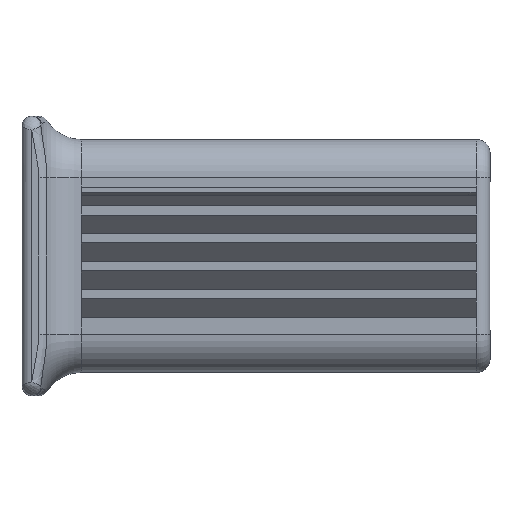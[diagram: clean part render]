
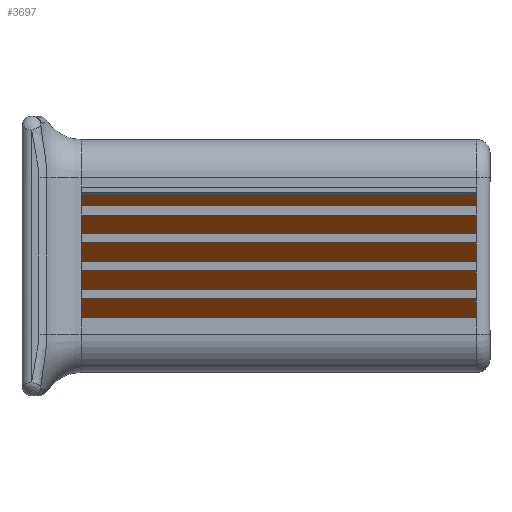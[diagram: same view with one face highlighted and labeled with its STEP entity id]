
A CAD part, left-side view. The second image highlights one B-rep face of the part: STEP entity #3697.
In plain terms, the highlighted planar face has unit normal (-0.707, 0, -0.707).
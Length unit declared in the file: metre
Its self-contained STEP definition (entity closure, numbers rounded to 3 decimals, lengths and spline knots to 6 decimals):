
#192=B_SPLINE_CURVE_WITH_KNOTS('',3,(#5465,#5466,#5467,#5468,#5469,#5470,
#5471,#5472,#5473,#5474,#5475,#5476,#5477,#5478),.UNSPECIFIED.,.F.,.F.,
(4,2,2,2,2,2,4),(0.,0.555669,0.564791,0.584004,
0.597004,0.792002,1.),.UNSPECIFIED.);
#243=B_SPLINE_CURVE_WITH_KNOTS('',3,(#7529,#7530,#7531,#7532,#7533,#7534,
#7535,#7536,#7537,#7538,#7539,#7540,#7541,#7542),.UNSPECIFIED.,.F.,.F.,
(4,2,2,2,2,2,4),(0.,0.207997,0.415994,0.425119,
0.435208,0.444333,1.),.UNSPECIFIED.);
#774=ORIENTED_EDGE('',*,*,#1813,.T.);
#775=ORIENTED_EDGE('',*,*,#1502,.T.);
#776=ORIENTED_EDGE('',*,*,#1814,.T.);
#777=ORIENTED_EDGE('',*,*,#1815,.T.);
#778=ORIENTED_EDGE('',*,*,#1631,.T.);
#779=ORIENTED_EDGE('',*,*,#1816,.T.);
#1502=EDGE_CURVE('',#2074,#2073,#192,.F.);
#1631=EDGE_CURVE('',#2199,#2198,#2496,.F.);
#1813=EDGE_CURVE('',#2305,#2074,#2591,.F.);
#1814=EDGE_CURVE('',#2073,#2306,#2592,.F.);
#1815=EDGE_CURVE('',#2306,#2199,#2593,.T.);
#1816=EDGE_CURVE('',#2198,#2305,#243,.F.);
#2073=VERTEX_POINT('',#5464);
#2074=VERTEX_POINT('',#5479);
#2198=VERTEX_POINT('',#6675);
#2199=VERTEX_POINT('',#6677);
#2305=VERTEX_POINT('',#7525);
#2306=VERTEX_POINT('',#7527);
#2496=LINE('',#6676,#2869);
#2591=LINE('',#7524,#2964);
#2592=LINE('',#7526,#2965);
#2593=LINE('',#7528,#2966);
#2869=VECTOR('',#4362,1.);
#2964=VECTOR('',#4643,1.);
#2965=VECTOR('',#4644,1.);
#2966=VECTOR('',#4645,1.);
#3152=EDGE_LOOP('',(#774,#775,#776,#777,#778,#779));
#3363=FACE_BOUND('',#3152,.T.);
#3540=PLANE('',#3973);
#3697=ADVANCED_FACE('',(#3363),#3540,.F.);
#3973=AXIS2_PLACEMENT_3D('',#7523,#4641,#4642);
#4362=DIRECTION('',(0.,1.,0.));
#4641=DIRECTION('',(0.707,0.,0.707));
#4642=DIRECTION('',(0.707,0.,-0.707));
#4643=DIRECTION('',(0.707,0.,-0.707));
#4644=DIRECTION('',(0.,-1.,0.));
#4645=DIRECTION('',(0.707,0.,-0.707));
#5464=CARTESIAN_POINT('',(-0.019119,-0.116529,0.016468));
#5465=CARTESIAN_POINT('',(-0.019119,-0.116529,0.016468));
#5466=CARTESIAN_POINT('',(-0.019119,-0.117233,0.016468));
#5467=CARTESIAN_POINT('',(-0.019119,-0.118025,0.016468));
#5468=CARTESIAN_POINT('',(-0.019119,-0.118664,0.016468));
#5469=CARTESIAN_POINT('',(-0.019119,-0.118674,0.016468));
#5470=CARTESIAN_POINT('',(-0.019119,-0.118706,0.016468));
#5471=CARTESIAN_POINT('',(-0.019119,-0.118728,0.016468));
#5472=CARTESIAN_POINT('',(-0.019119,-0.118763,0.016468));
#5473=CARTESIAN_POINT('',(-0.019119,-0.118777,0.016468));
#5474=CARTESIAN_POINT('',(-0.019126,-0.119003,0.016479));
#5475=CARTESIAN_POINT('',(-0.019179,-0.11919,0.016559));
#5476=CARTESIAN_POINT('',(-0.019349,-0.119558,0.016818));
#5477=CARTESIAN_POINT('',(-0.019471,-0.119739,0.017004));
#5478=CARTESIAN_POINT('',(-0.019643,-0.119926,0.017266));
#5479=CARTESIAN_POINT('',(-0.019119,-0.118749,0.016468));
#6675=CARTESIAN_POINT('',(0.016468,-0.116529,-0.019119));
#6676=CARTESIAN_POINT('',(0.016468,-0.122428,-0.019119));
#6677=CARTESIAN_POINT('',(0.016468,-0.003679,-0.019119));
#7523=CARTESIAN_POINT('',(-0.001325,-0.122428,-0.001325));
#7524=CARTESIAN_POINT('',(-0.023552,-0.118749,0.020901));
#7525=CARTESIAN_POINT('',(0.016468,-0.118749,-0.019119));
#7526=CARTESIAN_POINT('',(-0.019119,-0.122428,0.016468));
#7527=CARTESIAN_POINT('',(-0.019119,-0.003679,0.016468));
#7528=CARTESIAN_POINT('',(-0.001325,-0.003679,-0.001325));
#7529=CARTESIAN_POINT('',(0.017266,-0.119926,-0.019643));
#7530=CARTESIAN_POINT('',(0.017004,-0.119739,-0.019471));
#7531=CARTESIAN_POINT('',(0.016818,-0.119558,-0.019349));
#7532=CARTESIAN_POINT('',(0.016551,-0.119178,-0.019173));
#7533=CARTESIAN_POINT('',(0.016468,-0.118978,-0.019119));
#7534=CARTESIAN_POINT('',(0.016468,-0.118739,-0.019119));
#7535=CARTESIAN_POINT('',(0.016468,-0.118729,-0.019119));
#7536=CARTESIAN_POINT('',(0.016468,-0.118707,-0.019119));
#7537=CARTESIAN_POINT('',(0.016468,-0.118696,-0.019119));
#7538=CARTESIAN_POINT('',(0.016468,-0.118674,-0.019119));
#7539=CARTESIAN_POINT('',(0.016468,-0.118664,-0.019119));
#7540=CARTESIAN_POINT('',(0.016468,-0.118025,-0.019119));
#7541=CARTESIAN_POINT('',(0.016468,-0.117233,-0.019119));
#7542=CARTESIAN_POINT('',(0.016468,-0.116529,-0.019119));
